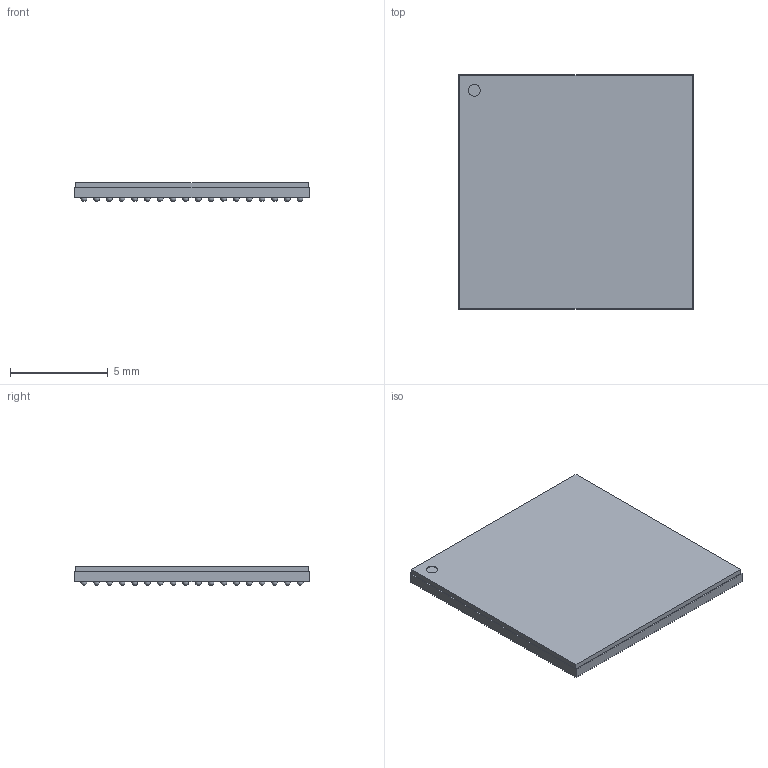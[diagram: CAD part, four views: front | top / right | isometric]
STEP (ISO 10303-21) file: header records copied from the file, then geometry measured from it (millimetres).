
FILE_DESCRIPTION(/* description */ (''),/* implementation_level */ '2;1');
FILE_NAME(/* name */ 'bga_1629062549690.stp',/* time_stamp */ '2021-08-15T21:22:34+00:00',/* author */ (''),/* organization */ (''),/* preprocessor_version */ 'ST-DEVELOPER v18.1',/* originating_system */ 'ASM',/* authorisation */ '');
FILE_SCHEMA (('AUTOMOTIVE_DESIGN { 1 0 10303 214 3 1 1 }'));
Length unit declared in the file: millimetre
Products named in the file (1): bga_1629062549690
Bounding box: 12 x 12 x 0.97 mm (x, y, z)
Volume: 113.6 mm3; surface area: 365.7 mm2
Topology: 1 solids, 1 shells, 337 faces, 999 edges, 666 vertices
Faces by surface type: sphere 324, plane 12, cylinder 1
Full cylindrical faces by diameter (mm): 0.6 x1
Entity records: 10446 total; most frequent: DIRECTION 2001, CARTESIAN_POINT 1679, ORIENTED_EDGE 1350, AXIS2_PLACEMENT_3D 988, EDGE_CURVE 675, VERTEX_POINT 666, EDGE_LOOP 663, CIRCLE 650
